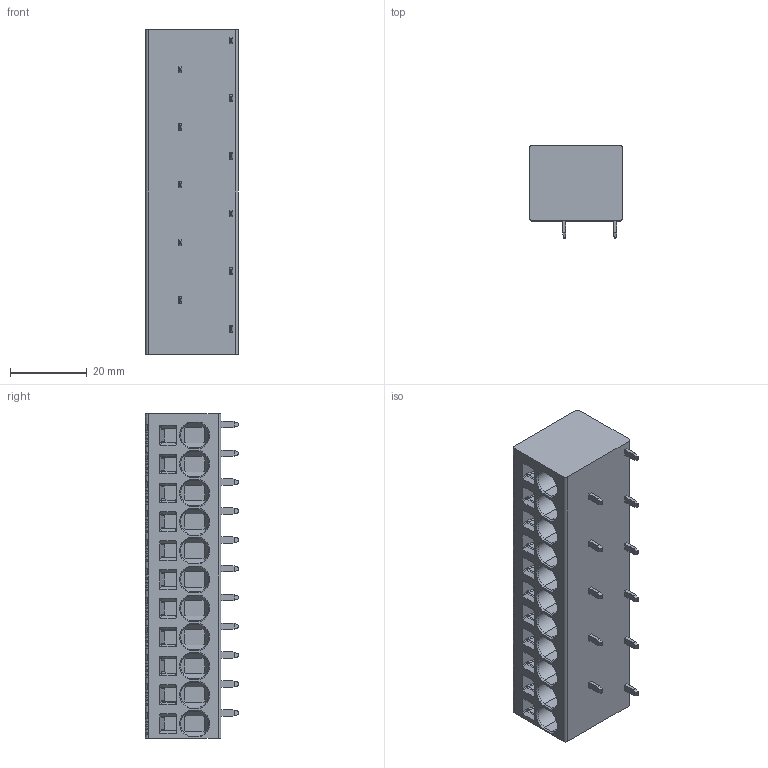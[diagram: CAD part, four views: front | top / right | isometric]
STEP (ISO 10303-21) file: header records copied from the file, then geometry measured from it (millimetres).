
FILE_DESCRIPTION((''),'2;1');
FILE_NAME('TLM-404R','2024-09-21T',('sj'),(''),'PRO/ENGINEER BY PARAMETRIC TECHNOLOGY CORPORATION, 2013240','PRO/ENGINEER BY PARAMETRIC TECHNOLOGY CORPORATION, 2013240','');
FILE_SCHEMA(('AUTOMOTIVE_DESIGN_CC2 { 1 2 10303 214 -1 1 5 2 }'));
Length unit declared in the file: millimetre
Products named in the file (1): TLM-404R
Bounding box: 24.15 x 24.2 x 84.3 mm (x, y, z)
Volume: 35631 mm3; surface area: 11348.7 mm2
Topology: 1 solids, 1 shells, 701 faces, 1868 edges, 1202 vertices
Faces by surface type: plane 446, cylinder 189, bspline 22, torus 22, cone 22
Entity records: 22801 total; most frequent: CARTESIAN_POINT 5852, ORIENTED_EDGE 3736, DIRECTION 3184, EDGE_CURVE 1868, VECTOR 1246, LINE 1246, VERTEX_POINT 1202, AXIS2_PLACEMENT_3D 969
